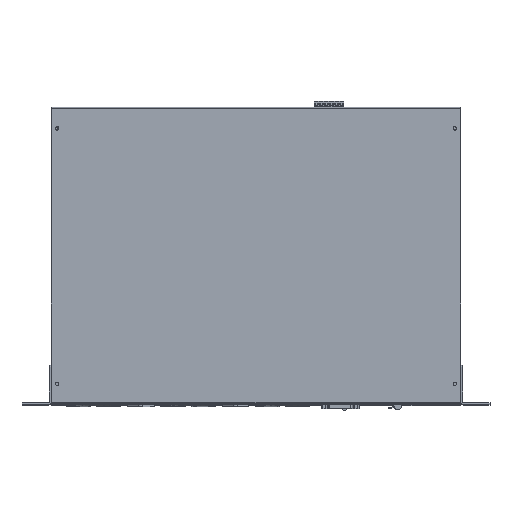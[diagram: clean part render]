
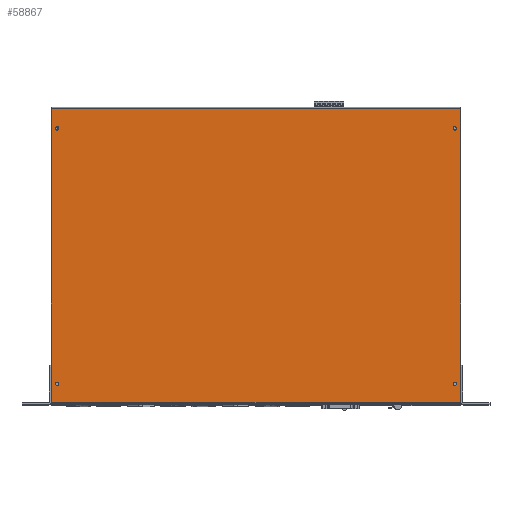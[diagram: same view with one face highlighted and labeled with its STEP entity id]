
A CAD part, top view. The second image highlights one B-rep face of the part: STEP entity #58867.
In plain terms, the highlighted planar face has unit normal (0, 0, 1).
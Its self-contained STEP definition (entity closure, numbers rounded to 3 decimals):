
#1416=FACE_BOUND('',#5971,.T.);
#1417=FACE_BOUND('',#5972,.T.);
#1418=FACE_BOUND('',#5973,.T.);
#1419=FACE_BOUND('',#5974,.T.);
#2734=FACE_OUTER_BOUND('',#5970,.T.);
#5970=EDGE_LOOP('',(#39884,#39885,#39886,#39887,#39888,#39889,#39890,#39891));
#5971=EDGE_LOOP('',(#39892,#39893));
#5972=EDGE_LOOP('',(#39894,#39895));
#5973=EDGE_LOOP('',(#39896,#39897));
#5974=EDGE_LOOP('',(#39898,#39899));
#9644=CIRCLE('',#65085,1.7);
#9645=CIRCLE('',#65086,1.7);
#9648=CIRCLE('',#65090,1.7);
#9649=CIRCLE('',#65091,1.7);
#9652=CIRCLE('',#65095,1.7);
#9653=CIRCLE('',#65096,1.7);
#9656=CIRCLE('',#65100,1.7);
#9657=CIRCLE('',#65101,1.7);
#9658=CIRCLE('',#65104,1.);
#9660=CIRCLE('',#65107,1.);
#11897=LINE('',#88705,#18281);
#11904=LINE('',#88728,#18288);
#11907=LINE('',#88733,#18291);
#11908=LINE('',#88735,#18292);
#11909=LINE('',#88737,#18293);
#11910=LINE('',#88738,#18294);
#18281=VECTOR('',#71269,1.);
#18288=VECTOR('',#71290,1.);
#18291=VECTOR('',#71295,1.);
#18292=VECTOR('',#71296,1.);
#18293=VECTOR('',#71297,1.);
#18294=VECTOR('',#71298,1.);
#24662=VERTEX_POINT('',#88667);
#24663=VERTEX_POINT('',#88669);
#24666=VERTEX_POINT('',#88677);
#24667=VERTEX_POINT('',#88679);
#24670=VERTEX_POINT('',#88687);
#24671=VERTEX_POINT('',#88689);
#24674=VERTEX_POINT('',#88697);
#24675=VERTEX_POINT('',#88699);
#24676=VERTEX_POINT('',#88703);
#24677=VERTEX_POINT('',#88704);
#24680=VERTEX_POINT('',#88712);
#24682=VERTEX_POINT('',#88718);
#24683=VERTEX_POINT('',#88719);
#24686=VERTEX_POINT('',#88727);
#24688=VERTEX_POINT('',#88734);
#24689=VERTEX_POINT('',#88736);
#30691=EDGE_CURVE('',#24663,#24662,#9644,.T.);
#30692=EDGE_CURVE('',#24662,#24663,#9645,.T.);
#30696=EDGE_CURVE('',#24667,#24666,#9648,.T.);
#30697=EDGE_CURVE('',#24666,#24667,#9649,.T.);
#30701=EDGE_CURVE('',#24671,#24670,#9652,.T.);
#30702=EDGE_CURVE('',#24670,#24671,#9653,.T.);
#30706=EDGE_CURVE('',#24675,#24674,#9656,.T.);
#30707=EDGE_CURVE('',#24674,#24675,#9657,.T.);
#30708=EDGE_CURVE('',#24676,#24677,#11897,.T.);
#30712=EDGE_CURVE('',#24677,#24680,#9658,.T.);
#30715=EDGE_CURVE('',#24682,#24683,#9660,.T.);
#30719=EDGE_CURVE('',#24683,#24686,#11904,.T.);
#30722=EDGE_CURVE('',#24686,#24676,#11907,.T.);
#30723=EDGE_CURVE('',#24688,#24682,#11908,.T.);
#30724=EDGE_CURVE('',#24688,#24689,#11909,.F.);
#30725=EDGE_CURVE('',#24680,#24689,#11910,.T.);
#39884=ORIENTED_EDGE('',*,*,#30722,.F.);
#39885=ORIENTED_EDGE('',*,*,#30719,.F.);
#39886=ORIENTED_EDGE('',*,*,#30715,.F.);
#39887=ORIENTED_EDGE('',*,*,#30723,.F.);
#39888=ORIENTED_EDGE('',*,*,#30724,.T.);
#39889=ORIENTED_EDGE('',*,*,#30725,.F.);
#39890=ORIENTED_EDGE('',*,*,#30712,.F.);
#39891=ORIENTED_EDGE('',*,*,#30708,.F.);
#39892=ORIENTED_EDGE('',*,*,#30691,.T.);
#39893=ORIENTED_EDGE('',*,*,#30692,.T.);
#39894=ORIENTED_EDGE('',*,*,#30696,.T.);
#39895=ORIENTED_EDGE('',*,*,#30697,.T.);
#39896=ORIENTED_EDGE('',*,*,#30701,.T.);
#39897=ORIENTED_EDGE('',*,*,#30702,.T.);
#39898=ORIENTED_EDGE('',*,*,#30706,.T.);
#39899=ORIENTED_EDGE('',*,*,#30707,.T.);
#56412=PLANE('',#65110);
#58867=ADVANCED_FACE('',(#2734,#1416,#1417,#1418,#1419),#56412,.T.);
#65085=AXIS2_PLACEMENT_3D('',#88670,#71230,#71231);
#65086=AXIS2_PLACEMENT_3D('',#88671,#71232,#71233);
#65090=AXIS2_PLACEMENT_3D('',#88680,#71241,#71242);
#65091=AXIS2_PLACEMENT_3D('',#88681,#71243,#71244);
#65095=AXIS2_PLACEMENT_3D('',#88690,#71252,#71253);
#65096=AXIS2_PLACEMENT_3D('',#88691,#71254,#71255);
#65100=AXIS2_PLACEMENT_3D('',#88700,#71263,#71264);
#65101=AXIS2_PLACEMENT_3D('',#88701,#71265,#71266);
#65104=AXIS2_PLACEMENT_3D('',#88713,#71275,#71276);
#65107=AXIS2_PLACEMENT_3D('',#88720,#71282,#71283);
#65110=AXIS2_PLACEMENT_3D('',#88732,#71293,#71294);
#71230=DIRECTION('center_axis',(0.,0.,-1.));
#71231=DIRECTION('ref_axis',(1.,0.,0.));
#71232=DIRECTION('center_axis',(0.,0.,-1.));
#71233=DIRECTION('ref_axis',(1.,0.,0.));
#71241=DIRECTION('center_axis',(0.,0.,-1.));
#71242=DIRECTION('ref_axis',(1.,0.,0.));
#71243=DIRECTION('center_axis',(0.,0.,-1.));
#71244=DIRECTION('ref_axis',(1.,0.,0.));
#71252=DIRECTION('center_axis',(0.,0.,-1.));
#71253=DIRECTION('ref_axis',(1.,0.,0.));
#71254=DIRECTION('center_axis',(0.,0.,-1.));
#71255=DIRECTION('ref_axis',(1.,0.,0.));
#71263=DIRECTION('center_axis',(0.,0.,-1.));
#71264=DIRECTION('ref_axis',(1.,0.,0.));
#71265=DIRECTION('center_axis',(0.,0.,-1.));
#71266=DIRECTION('ref_axis',(1.,0.,0.));
#71269=DIRECTION('',(-1.,0.,0.));
#71275=DIRECTION('center_axis',(0.,0.,-1.));
#71276=DIRECTION('ref_axis',(1.,0.,0.));
#71282=DIRECTION('center_axis',(0.,0.,-1.));
#71283=DIRECTION('ref_axis',(1.,0.,0.));
#71290=DIRECTION('',(-1.,0.,0.));
#71293=DIRECTION('center_axis',(0.,0.,1.));
#71294=DIRECTION('ref_axis',(1.,0.,0.));
#71295=DIRECTION('',(-1.,0.,0.));
#71296=DIRECTION('',(0.,-1.,0.));
#71297=DIRECTION('',(1.,0.,0.));
#71298=DIRECTION('',(0.,1.,0.));
#88667=CARTESIAN_POINT('',(1945.478,399.336,-18.928));
#88669=CARTESIAN_POINT('',(1948.878,399.336,-18.928));
#88670=CARTESIAN_POINT('Origin',(1947.178,399.336,-18.928));
#88671=CARTESIAN_POINT('Origin',(1947.178,399.336,-18.928));
#88677=CARTESIAN_POINT('',(1537.628,399.336,-18.928));
#88679=CARTESIAN_POINT('',(1541.028,399.336,-18.928));
#88680=CARTESIAN_POINT('Origin',(1539.328,399.336,-18.928));
#88681=CARTESIAN_POINT('Origin',(1539.328,399.336,-18.928));
#88687=CARTESIAN_POINT('',(1537.628,137.256,-18.928));
#88689=CARTESIAN_POINT('',(1541.028,137.256,-18.928));
#88690=CARTESIAN_POINT('Origin',(1539.328,137.256,-18.928));
#88691=CARTESIAN_POINT('Origin',(1539.328,137.256,-18.928));
#88697=CARTESIAN_POINT('',(1945.478,137.256,-18.928));
#88699=CARTESIAN_POINT('',(1948.878,137.256,-18.928));
#88700=CARTESIAN_POINT('Origin',(1947.178,137.256,-18.928));
#88701=CARTESIAN_POINT('Origin',(1947.178,137.256,-18.928));
#88703=CARTESIAN_POINT('',(1544.828,118.611,-18.928));
#88704=CARTESIAN_POINT('',(1534.253,118.611,-18.928));
#88705=CARTESIAN_POINT('',(1641.503,118.611,-18.928));
#88712=CARTESIAN_POINT('',(1533.253,119.611,-18.928));
#88713=CARTESIAN_POINT('Origin',(1534.253,119.611,-18.928));
#88718=CARTESIAN_POINT('',(1953.253,119.611,-18.928));
#88719=CARTESIAN_POINT('',(1952.253,118.611,-18.928));
#88720=CARTESIAN_POINT('Origin',(1952.253,119.611,-18.928));
#88727=CARTESIAN_POINT('',(1941.678,118.611,-18.928));
#88728=CARTESIAN_POINT('',(1847.753,118.611,-18.928));
#88732=CARTESIAN_POINT('Origin',(1743.253,267.686,-18.928));
#88733=CARTESIAN_POINT('',(1946.753,118.611,-18.928));
#88734=CARTESIAN_POINT('',(1953.253,419.486,-18.928));
#88735=CARTESIAN_POINT('',(1953.253,120.836,-18.928));
#88736=CARTESIAN_POINT('',(1533.253,419.486,-18.928));
#88737=CARTESIAN_POINT('',(1940.253,419.486,-18.928));
#88738=CARTESIAN_POINT('',(1533.253,416.561,-18.928));
